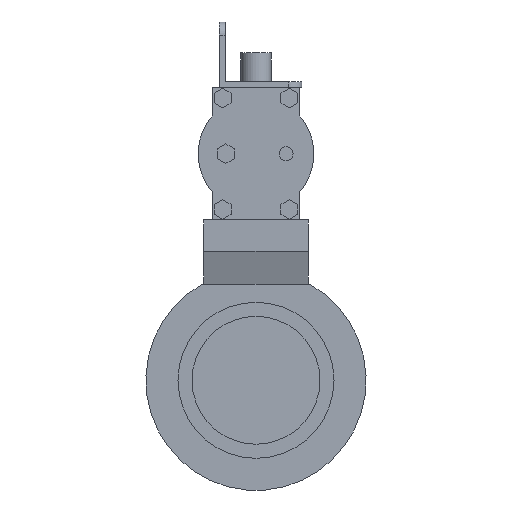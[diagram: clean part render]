
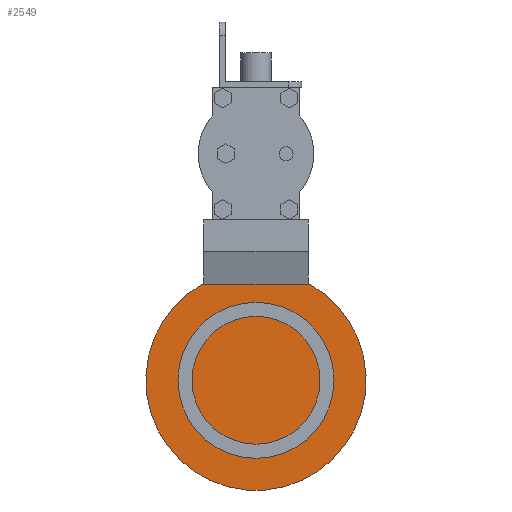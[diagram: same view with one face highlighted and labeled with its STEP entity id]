
A CAD part, front view. The second image highlights one B-rep face of the part: STEP entity #2549.
In plain terms, the highlighted planar face has unit normal (0, -1, 0).
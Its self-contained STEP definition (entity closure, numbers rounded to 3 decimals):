
#197=PLANE('',#2774);
#320=FACE_OUTER_BOUND('',#463,.T.);
#463=EDGE_LOOP('',(#1889,#1890,#1891,#1892));
#617=LINE('',#3642,#920);
#643=LINE('',#3693,#946);
#644=LINE('',#3696,#947);
#920=VECTOR('',#2962,10.);
#946=VECTOR('',#3006,10.);
#947=VECTOR('',#3009,10.);
#1224=CIRCLE('',#2775,84.);
#1264=VERTEX_POINT('',#3640);
#1265=VERTEX_POINT('',#3641);
#1281=VERTEX_POINT('',#3691);
#1282=VERTEX_POINT('',#3695);
#1491=EDGE_CURVE('',#1264,#1265,#617,.T.);
#1517=EDGE_CURVE('',#1281,#1264,#643,.T.);
#1518=EDGE_CURVE('',#1265,#1282,#644,.T.);
#1521=EDGE_CURVE('',#1282,#1281,#1224,.T.);
#1889=ORIENTED_EDGE('',*,*,#1517,.F.);
#1890=ORIENTED_EDGE('',*,*,#1521,.F.);
#1891=ORIENTED_EDGE('',*,*,#1518,.F.);
#1892=ORIENTED_EDGE('',*,*,#1491,.F.);
#2549=ADVANCED_FACE('',(#320),#197,.F.);
#2774=AXIS2_PLACEMENT_3D('',#3700,#3012,#3013);
#2775=AXIS2_PLACEMENT_3D('',#3701,#3014,#3015);
#2962=DIRECTION('',(1.,0.,0.));
#3006=DIRECTION('',(1.,0.,0.));
#3009=DIRECTION('',(1.,0.,0.));
#3012=DIRECTION('center_axis',(0.,1.,0.));
#3013=DIRECTION('ref_axis',(0.,0.,1.));
#3014=DIRECTION('center_axis',(0.,1.,0.));
#3015=DIRECTION('ref_axis',(0.488,0.,0.873));
#3640=CARTESIAN_POINT('',(-40.,-20.,73.3));
#3641=CARTESIAN_POINT('',(40.,-20.,73.3));
#3642=CARTESIAN_POINT('',(-41.026,-20.,73.3));
#3691=CARTESIAN_POINT('',(-41.026,-20.,73.3));
#3693=CARTESIAN_POINT('',(-41.026,-20.,73.3));
#3695=CARTESIAN_POINT('',(41.026,-20.,73.3));
#3696=CARTESIAN_POINT('',(-41.026,-20.,73.3));
#3700=CARTESIAN_POINT('Origin',(0.,-20.,5.418));
#3701=CARTESIAN_POINT('Origin',(0.,-20.,0.));
